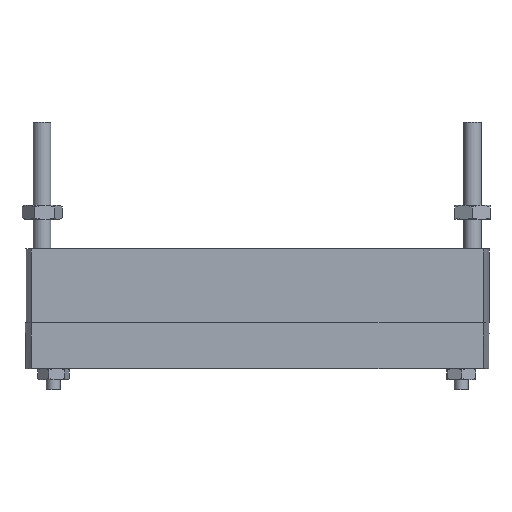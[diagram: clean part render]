
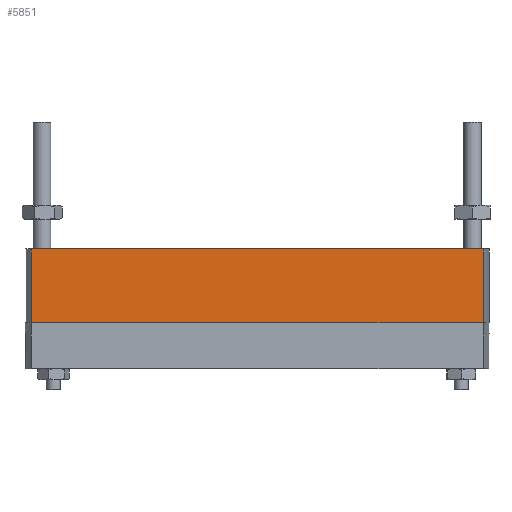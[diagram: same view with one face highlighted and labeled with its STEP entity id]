
A CAD part, front view. The second image highlights one B-rep face of the part: STEP entity #5851.
In plain terms, the highlighted planar face has unit normal (0, -1, 0).
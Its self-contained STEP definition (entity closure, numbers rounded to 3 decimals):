
#175 = PLANE ( 'NONE',  #6385 ) ;
#1457 = CARTESIAN_POINT ( 'NONE',  ( 32.136, -7.5, 0. ) ) ;
#1861 = ORIENTED_EDGE ( 'NONE', *, *, #13397, .T. ) ;
#1881 = EDGE_CURVE ( 'NONE', #15379, #10411, #17643, .T. ) ;
#2677 = EDGE_CURVE ( 'NONE', #16806, #15379, #18188, .T. ) ;
#3088 = CARTESIAN_POINT ( 'NONE',  ( 32.136, -7.5, -10.5 ) ) ;
#4285 = CARTESIAN_POINT ( 'NONE',  ( 32.136, -7.5, -10.5 ) ) ;
#4333 = ORIENTED_EDGE ( 'NONE', *, *, #1881, .F. ) ;
#4638 = CARTESIAN_POINT ( 'NONE',  ( 32.136, -7.5, 0. ) ) ;
#5851 = ADVANCED_FACE ( 'NONE', ( #13343 ), #175, .T. ) ;
#6385 = AXIS2_PLACEMENT_3D ( 'NONE', #9373, #22494, #14676 ) ;
#7143 = EDGE_LOOP ( 'NONE', ( #4333, #22563, #1861, #21503 ) ) ;
#8839 = DIRECTION ( 'NONE',  ( 1., 0., 0. ) ) ;
#9373 = CARTESIAN_POINT ( 'NONE',  ( 32.136, -7.5, -10.5 ) ) ;
#10411 = VERTEX_POINT ( 'NONE', #4638 ) ;
#11726 = CARTESIAN_POINT ( 'NONE',  ( -32.136, -7.5, 0. ) ) ;
#11838 = LINE ( 'NONE', #14127, #19981 ) ;
#12974 = VERTEX_POINT ( 'NONE', #3088 ) ;
#13343 = FACE_OUTER_BOUND ( 'NONE', #7143, .T. ) ;
#13397 = EDGE_CURVE ( 'NONE', #16806, #12974, #15626, .T. ) ;
#13824 = DIRECTION ( 'NONE',  ( 1., 0., 0. ) ) ;
#14127 = CARTESIAN_POINT ( 'NONE',  ( 32.136, -7.5, -10.5 ) ) ;
#14676 = DIRECTION ( 'NONE',  ( 1., 0., 0. ) ) ;
#15379 = VERTEX_POINT ( 'NONE', #11726 ) ;
#15404 = EDGE_CURVE ( 'NONE', #12974, #10411, #11838, .T. ) ;
#15626 = LINE ( 'NONE', #4285, #23657 ) ;
#16806 = VERTEX_POINT ( 'NONE', #22418 ) ;
#17191 = VECTOR ( 'NONE', #23587, 1000. ) ;
#17643 = LINE ( 'NONE', #1457, #20788 ) ;
#18188 = LINE ( 'NONE', #19864, #17191 ) ;
#19864 = CARTESIAN_POINT ( 'NONE',  ( -32.136, -7.5, -10.5 ) ) ;
#19981 = VECTOR ( 'NONE', #23267, 1000. ) ;
#20788 = VECTOR ( 'NONE', #8839, 1000. ) ;
#21503 = ORIENTED_EDGE ( 'NONE', *, *, #15404, .T. ) ;
#22418 = CARTESIAN_POINT ( 'NONE',  ( -32.136, -7.5, -10.5 ) ) ;
#22494 = DIRECTION ( 'NONE',  ( 0., -1., 0. ) ) ;
#22563 = ORIENTED_EDGE ( 'NONE', *, *, #2677, .F. ) ;
#23267 = DIRECTION ( 'NONE',  ( 0., 0., 1. ) ) ;
#23587 = DIRECTION ( 'NONE',  ( 0., 0., 1. ) ) ;
#23657 = VECTOR ( 'NONE', #13824, 1000. ) ;
